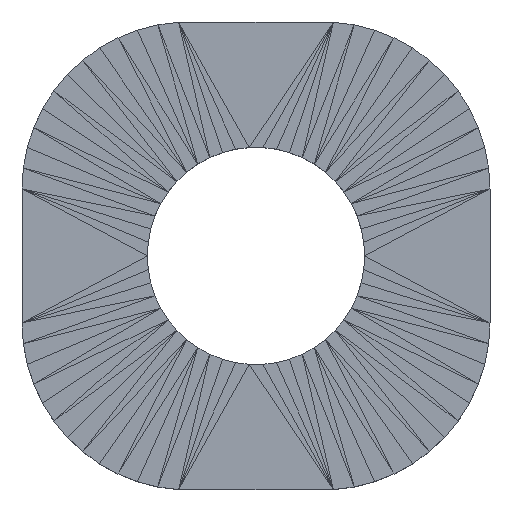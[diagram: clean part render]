
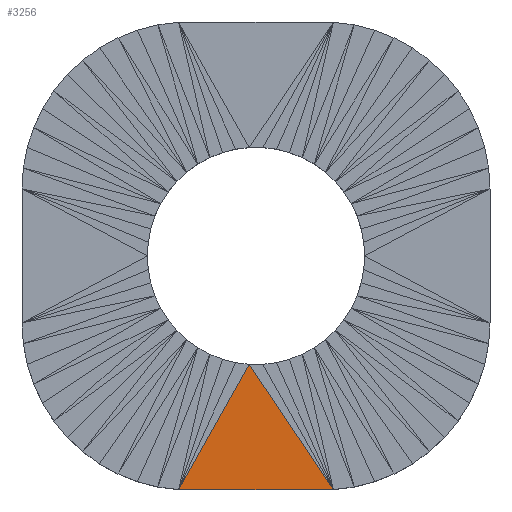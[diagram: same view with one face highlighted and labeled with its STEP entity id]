
A CAD part, top view. The second image highlights one B-rep face of the part: STEP entity #3256.
In plain terms, the highlighted planar face has unit normal (0, 0, 1).
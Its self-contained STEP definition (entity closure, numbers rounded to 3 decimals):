
#3030 = VERTEX_POINT('',#3031);
#3031 = CARTESIAN_POINT('',(-2.314,-6.99,3.));
#3086 = EDGE_CURVE('',#3030,#3087,#3089,.T.);
#3087 = VERTEX_POINT('',#3088);
#3088 = CARTESIAN_POINT('',(-0.204,-3.244,3.));
#3089 = SURFACE_CURVE('',#3090,(#3094,#3106),.PCURVE_S1.);
#3090 = LINE('',#3091,#3092);
#3091 = CARTESIAN_POINT('',(-2.314,-6.99,3.));
#3092 = VECTOR('',#3093,1.);
#3093 = DIRECTION('',(0.491,0.871,0.));
#3094 = PCURVE('',#3095,#3100);
#3095 = PLANE('',#3096);
#3096 = AXIS2_PLACEMENT_3D('',#3097,#3098,#3099);
#3097 = CARTESIAN_POINT('',(-1.315,-5.017,3.));
#3098 = DIRECTION('',(0.,0.,1.));
#3099 = DIRECTION('',(1.,0.,-0.));
#3100 = DEFINITIONAL_REPRESENTATION('',(#3101),#3105);
#3101 = LINE('',#3102,#3103);
#3102 = CARTESIAN_POINT('',(-0.999,-1.973));
#3103 = VECTOR('',#3104,1.);
#3104 = DIRECTION('',(0.491,0.871));
#3105 = ( GEOMETRIC_REPRESENTATION_CONTEXT(2) 
PARAMETRIC_REPRESENTATION_CONTEXT() REPRESENTATION_CONTEXT('2D SPACE',''
  ) );
#3106 = PCURVE('',#3107,#3112);
#3107 = PLANE('',#3108);
#3108 = AXIS2_PLACEMENT_3D('',#3109,#3110,#3111);
#3109 = CARTESIAN_POINT('',(-0.048,-5.762,3.));
#3110 = DIRECTION('',(0.,0.,1.));
#3111 = DIRECTION('',(0.,1.,0.));
#3112 = DEFINITIONAL_REPRESENTATION('',(#3113),#3117);
#3113 = LINE('',#3114,#3115);
#3114 = CARTESIAN_POINT('',(-1.228,2.265));
#3115 = VECTOR('',#3116,1.);
#3116 = DIRECTION('',(0.871,-0.491));
#3117 = ( GEOMETRIC_REPRESENTATION_CONTEXT(2) 
PARAMETRIC_REPRESENTATION_CONTEXT() REPRESENTATION_CONTEXT('2D SPACE',''
  ) );
#3256 = ADVANCED_FACE('',(#3257),#3107,.T.);
#3257 = FACE_BOUND('',#3258,.T.);
#3258 = EDGE_LOOP('',(#3259,#3260,#3288));
#3259 = ORIENTED_EDGE('',*,*,#3086,.F.);
#3260 = ORIENTED_EDGE('',*,*,#3261,.T.);
#3261 = EDGE_CURVE('',#3030,#3262,#3264,.T.);
#3262 = VERTEX_POINT('',#3263);
#3263 = CARTESIAN_POINT('',(2.314,-6.99,3.));
#3264 = SURFACE_CURVE('',#3265,(#3269,#3276),.PCURVE_S1.);
#3265 = LINE('',#3266,#3267);
#3266 = CARTESIAN_POINT('',(-2.314,-6.99,3.));
#3267 = VECTOR('',#3268,1.);
#3268 = DIRECTION('',(1.,0.,0.));
#3269 = PCURVE('',#3107,#3270);
#3270 = DEFINITIONAL_REPRESENTATION('',(#3271),#3275);
#3271 = LINE('',#3272,#3273);
#3272 = CARTESIAN_POINT('',(-1.228,2.265));
#3273 = VECTOR('',#3274,1.);
#3274 = DIRECTION('',(0.,-1.));
#3275 = ( GEOMETRIC_REPRESENTATION_CONTEXT(2) 
PARAMETRIC_REPRESENTATION_CONTEXT() REPRESENTATION_CONTEXT('2D SPACE',''
  ) );
#3276 = PCURVE('',#3277,#3282);
#3277 = PLANE('',#3278);
#3278 = AXIS2_PLACEMENT_3D('',#3279,#3280,#3281);
#3279 = CARTESIAN_POINT('',(-0.528,-6.99,2.028
    ));
#3280 = DIRECTION('',(-0.,-1.,-0.));
#3281 = DIRECTION('',(0.,0.,-1.));
#3282 = DEFINITIONAL_REPRESENTATION('',(#3283),#3287);
#3283 = LINE('',#3284,#3285);
#3284 = CARTESIAN_POINT('',(-0.972,-1.786));
#3285 = VECTOR('',#3286,1.);
#3286 = DIRECTION('',(0.,1.));
#3287 = ( GEOMETRIC_REPRESENTATION_CONTEXT(2) 
PARAMETRIC_REPRESENTATION_CONTEXT() REPRESENTATION_CONTEXT('2D SPACE',''
  ) );
#3288 = ORIENTED_EDGE('',*,*,#3289,.F.);
#3289 = EDGE_CURVE('',#3087,#3262,#3290,.T.);
#3290 = SURFACE_CURVE('',#3291,(#3295,#3302),.PCURVE_S1.);
#3291 = LINE('',#3292,#3293);
#3292 = CARTESIAN_POINT('',(-0.204,-3.244,3.));
#3293 = VECTOR('',#3294,1.);
#3294 = DIRECTION('',(0.558,-0.83,0.));
#3295 = PCURVE('',#3107,#3296);
#3296 = DEFINITIONAL_REPRESENTATION('',(#3297),#3301);
#3297 = LINE('',#3298,#3299);
#3298 = CARTESIAN_POINT('',(2.518,0.156));
#3299 = VECTOR('',#3300,1.);
#3300 = DIRECTION('',(-0.83,-0.558));
#3301 = ( GEOMETRIC_REPRESENTATION_CONTEXT(2) 
PARAMETRIC_REPRESENTATION_CONTEXT() REPRESENTATION_CONTEXT('2D SPACE',''
  ) );
#3302 = PCURVE('',#3303,#3308);
#3303 = PLANE('',#3304);
#3304 = AXIS2_PLACEMENT_3D('',#3305,#3306,#3307);
#3305 = CARTESIAN_POINT('',(1.103,-5.034,3.));
#3306 = DIRECTION('',(0.,0.,1.));
#3307 = DIRECTION('',(1.,0.,0.));
#3308 = DEFINITIONAL_REPRESENTATION('',(#3309),#3313);
#3309 = LINE('',#3310,#3311);
#3310 = CARTESIAN_POINT('',(-1.307,1.79));
#3311 = VECTOR('',#3312,1.);
#3312 = DIRECTION('',(0.558,-0.83));
#3313 = ( GEOMETRIC_REPRESENTATION_CONTEXT(2) 
PARAMETRIC_REPRESENTATION_CONTEXT() REPRESENTATION_CONTEXT('2D SPACE',''
  ) );
